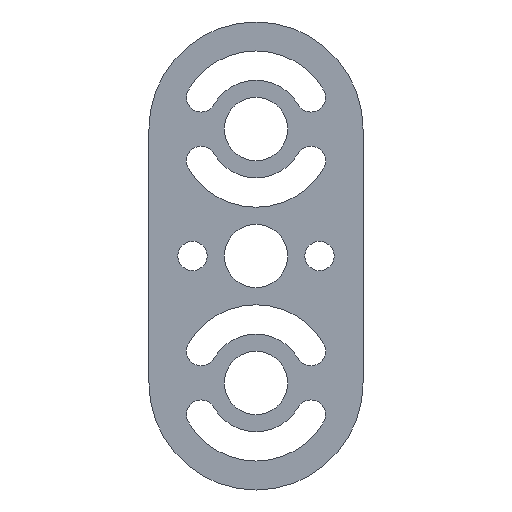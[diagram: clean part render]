
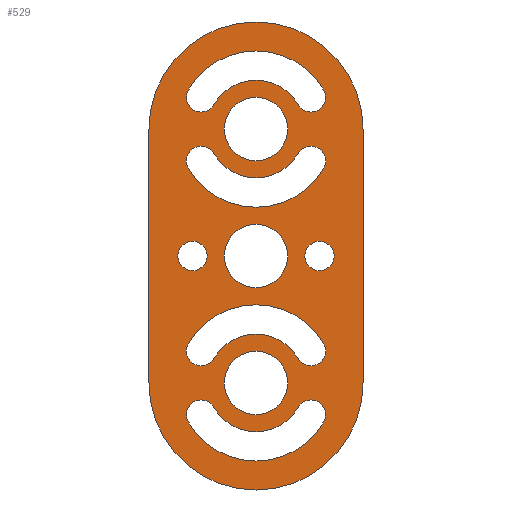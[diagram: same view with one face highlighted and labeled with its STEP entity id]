
A CAD part, front view. The second image highlights one B-rep face of the part: STEP entity #529.
In plain terms, the highlighted planar face has unit normal (0, -1, 0).
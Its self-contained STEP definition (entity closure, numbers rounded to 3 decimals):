
#24=FACE_BOUND('',#92,.T.);
#25=FACE_BOUND('',#93,.T.);
#26=FACE_BOUND('',#94,.T.);
#27=FACE_BOUND('',#95,.T.);
#28=FACE_BOUND('',#96,.T.);
#29=FACE_BOUND('',#97,.T.);
#30=FACE_BOUND('',#98,.T.);
#31=FACE_BOUND('',#99,.T.);
#32=FACE_BOUND('',#100,.T.);
#36=PLANE('',#608);
#55=FACE_OUTER_BOUND('',#91,.T.);
#91=EDGE_LOOP('',(#431,#432,#433,#434));
#92=EDGE_LOOP('',(#435));
#93=EDGE_LOOP('',(#436));
#94=EDGE_LOOP('',(#437));
#95=EDGE_LOOP('',(#438));
#96=EDGE_LOOP('',(#439,#440,#441,#442));
#97=EDGE_LOOP('',(#443,#444,#445,#446));
#98=EDGE_LOOP('',(#447,#448,#449,#450));
#99=EDGE_LOOP('',(#451,#452,#453,#454));
#100=EDGE_LOOP('',(#455));
#134=LINE('',#924,#163);
#136=LINE('',#927,#165);
#163=VECTOR('',#744,1000.);
#165=VECTOR('',#748,1000.);
#167=CIRCLE('',#553,1.85);
#169=CIRCLE('',#556,1.85);
#171=CIRCLE('',#559,4.);
#173=CIRCLE('',#562,4.);
#175=CIRCLE('',#565,6.15);
#177=CIRCLE('',#568,9.85);
#179=CIRCLE('',#571,1.85);
#181=CIRCLE('',#574,1.85);
#183=CIRCLE('',#577,9.85);
#185=CIRCLE('',#580,6.15);
#187=CIRCLE('',#583,1.85);
#189=CIRCLE('',#586,1.85);
#191=CIRCLE('',#589,4.);
#194=CIRCLE('',#593,13.5);
#195=CIRCLE('',#595,13.5);
#205=CIRCLE('',#609,1.85);
#206=CIRCLE('',#610,1.85);
#207=CIRCLE('',#611,9.85);
#208=CIRCLE('',#612,6.15);
#209=CIRCLE('',#613,1.85);
#210=CIRCLE('',#614,1.85);
#211=CIRCLE('',#615,6.15);
#212=CIRCLE('',#616,9.85);
#213=VERTEX_POINT('',#804);
#215=VERTEX_POINT('',#810);
#217=VERTEX_POINT('',#816);
#219=VERTEX_POINT('',#822);
#221=VERTEX_POINT('',#828);
#222=VERTEX_POINT('',#829);
#225=VERTEX_POINT('',#837);
#226=VERTEX_POINT('',#838);
#229=VERTEX_POINT('',#846);
#230=VERTEX_POINT('',#847);
#233=VERTEX_POINT('',#855);
#234=VERTEX_POINT('',#856);
#237=VERTEX_POINT('',#864);
#238=VERTEX_POINT('',#865);
#241=VERTEX_POINT('',#873);
#242=VERTEX_POINT('',#874);
#245=VERTEX_POINT('',#882);
#246=VERTEX_POINT('',#883);
#249=VERTEX_POINT('',#891);
#250=VERTEX_POINT('',#892);
#253=VERTEX_POINT('',#900);
#257=VERTEX_POINT('',#909);
#258=VERTEX_POINT('',#911);
#259=VERTEX_POINT('',#915);
#260=VERTEX_POINT('',#916);
#263=EDGE_CURVE('',#213,#213,#167,.T.);
#266=EDGE_CURVE('',#215,#215,#169,.T.);
#269=EDGE_CURVE('',#217,#217,#171,.T.);
#272=EDGE_CURVE('',#219,#219,#173,.T.);
#275=EDGE_CURVE('',#221,#222,#175,.T.);
#279=EDGE_CURVE('',#225,#226,#177,.T.);
#283=EDGE_CURVE('',#229,#230,#179,.T.);
#287=EDGE_CURVE('',#233,#234,#181,.T.);
#291=EDGE_CURVE('',#237,#238,#183,.T.);
#295=EDGE_CURVE('',#241,#242,#185,.T.);
#299=EDGE_CURVE('',#245,#246,#187,.T.);
#303=EDGE_CURVE('',#249,#250,#189,.T.);
#307=EDGE_CURVE('',#253,#253,#191,.T.);
#312=EDGE_CURVE('',#257,#258,#194,.T.);
#314=EDGE_CURVE('',#259,#260,#195,.T.);
#318=EDGE_CURVE('',#260,#257,#134,.T.);
#320=EDGE_CURVE('',#258,#259,#136,.T.);
#330=EDGE_CURVE('',#226,#221,#205,.T.);
#331=EDGE_CURVE('',#222,#225,#206,.T.);
#332=EDGE_CURVE('',#230,#233,#207,.T.);
#333=EDGE_CURVE('',#234,#229,#208,.T.);
#334=EDGE_CURVE('',#242,#237,#209,.T.);
#335=EDGE_CURVE('',#238,#241,#210,.T.);
#336=EDGE_CURVE('',#246,#249,#211,.T.);
#337=EDGE_CURVE('',#250,#245,#212,.T.);
#431=ORIENTED_EDGE('',*,*,#314,.F.);
#432=ORIENTED_EDGE('',*,*,#320,.F.);
#433=ORIENTED_EDGE('',*,*,#312,.F.);
#434=ORIENTED_EDGE('',*,*,#318,.F.);
#435=ORIENTED_EDGE('',*,*,#263,.T.);
#436=ORIENTED_EDGE('',*,*,#266,.T.);
#437=ORIENTED_EDGE('',*,*,#269,.T.);
#438=ORIENTED_EDGE('',*,*,#272,.T.);
#439=ORIENTED_EDGE('',*,*,#279,.T.);
#440=ORIENTED_EDGE('',*,*,#330,.T.);
#441=ORIENTED_EDGE('',*,*,#275,.T.);
#442=ORIENTED_EDGE('',*,*,#331,.T.);
#443=ORIENTED_EDGE('',*,*,#332,.T.);
#444=ORIENTED_EDGE('',*,*,#287,.T.);
#445=ORIENTED_EDGE('',*,*,#333,.T.);
#446=ORIENTED_EDGE('',*,*,#283,.T.);
#447=ORIENTED_EDGE('',*,*,#295,.T.);
#448=ORIENTED_EDGE('',*,*,#334,.T.);
#449=ORIENTED_EDGE('',*,*,#291,.T.);
#450=ORIENTED_EDGE('',*,*,#335,.T.);
#451=ORIENTED_EDGE('',*,*,#336,.T.);
#452=ORIENTED_EDGE('',*,*,#303,.T.);
#453=ORIENTED_EDGE('',*,*,#337,.T.);
#454=ORIENTED_EDGE('',*,*,#299,.T.);
#455=ORIENTED_EDGE('',*,*,#307,.T.);
#529=ADVANCED_FACE('',(#55,#24,#25,#26,#27,#28,#29,#30,#31,#32),#36,.F.);
#553=AXIS2_PLACEMENT_3D('',#805,#629,#630);
#556=AXIS2_PLACEMENT_3D('',#811,#636,#637);
#559=AXIS2_PLACEMENT_3D('',#817,#643,#644);
#562=AXIS2_PLACEMENT_3D('',#823,#650,#651);
#565=AXIS2_PLACEMENT_3D('',#830,#657,#658);
#568=AXIS2_PLACEMENT_3D('',#839,#665,#666);
#571=AXIS2_PLACEMENT_3D('',#848,#673,#674);
#574=AXIS2_PLACEMENT_3D('',#857,#681,#682);
#577=AXIS2_PLACEMENT_3D('',#866,#689,#690);
#580=AXIS2_PLACEMENT_3D('',#875,#697,#698);
#583=AXIS2_PLACEMENT_3D('',#884,#705,#706);
#586=AXIS2_PLACEMENT_3D('',#893,#713,#714);
#589=AXIS2_PLACEMENT_3D('',#901,#721,#722);
#593=AXIS2_PLACEMENT_3D('',#912,#731,#732);
#595=AXIS2_PLACEMENT_3D('',#917,#736,#737);
#608=AXIS2_PLACEMENT_3D('',#938,#768,#769);
#609=AXIS2_PLACEMENT_3D('',#939,#770,#771);
#610=AXIS2_PLACEMENT_3D('',#940,#772,#773);
#611=AXIS2_PLACEMENT_3D('',#941,#774,#775);
#612=AXIS2_PLACEMENT_3D('',#942,#776,#777);
#613=AXIS2_PLACEMENT_3D('',#943,#778,#779);
#614=AXIS2_PLACEMENT_3D('',#944,#780,#781);
#615=AXIS2_PLACEMENT_3D('',#945,#782,#783);
#616=AXIS2_PLACEMENT_3D('',#946,#784,#785);
#629=DIRECTION('center_axis',(0.,1.,0.));
#630=DIRECTION('ref_axis',(0.,0.,1.));
#636=DIRECTION('center_axis',(0.,1.,0.));
#637=DIRECTION('ref_axis',(0.,0.,1.));
#643=DIRECTION('center_axis',(0.,1.,0.));
#644=DIRECTION('ref_axis',(0.,0.,1.));
#650=DIRECTION('center_axis',(0.,1.,0.));
#651=DIRECTION('ref_axis',(0.,0.,1.));
#657=DIRECTION('center_axis',(0.,-1.,0.));
#658=DIRECTION('ref_axis',(0.,0.,-1.));
#665=DIRECTION('center_axis',(0.,1.,0.));
#666=DIRECTION('ref_axis',(0.,0.,-1.));
#673=DIRECTION('center_axis',(0.,1.,0.));
#674=DIRECTION('ref_axis',(0.,0.,-1.));
#681=DIRECTION('center_axis',(0.,1.,0.));
#682=DIRECTION('ref_axis',(0.,0.,-1.));
#689=DIRECTION('center_axis',(0.,1.,0.));
#690=DIRECTION('ref_axis',(0.,0.,1.));
#697=DIRECTION('center_axis',(0.,-1.,0.));
#698=DIRECTION('ref_axis',(0.,0.,1.));
#705=DIRECTION('center_axis',(0.,1.,0.));
#706=DIRECTION('ref_axis',(0.,0.,1.));
#713=DIRECTION('center_axis',(0.,1.,0.));
#714=DIRECTION('ref_axis',(0.,0.,1.));
#721=DIRECTION('center_axis',(0.,1.,0.));
#722=DIRECTION('ref_axis',(0.,0.,1.));
#731=DIRECTION('center_axis',(0.,1.,0.));
#732=DIRECTION('ref_axis',(0.,0.,1.));
#736=DIRECTION('center_axis',(0.,1.,0.));
#737=DIRECTION('ref_axis',(0.,0.,1.));
#744=DIRECTION('',(0.,0.,-1.));
#748=DIRECTION('',(0.,0.,1.));
#768=DIRECTION('center_axis',(0.,1.,0.));
#769=DIRECTION('ref_axis',(0.,0.,1.));
#770=DIRECTION('center_axis',(0.,1.,0.));
#771=DIRECTION('ref_axis',(0.,0.,-1.));
#772=DIRECTION('center_axis',(0.,1.,0.));
#773=DIRECTION('ref_axis',(0.,0.,-1.));
#774=DIRECTION('center_axis',(0.,1.,0.));
#775=DIRECTION('ref_axis',(0.,0.,-1.));
#776=DIRECTION('center_axis',(0.,-1.,0.));
#777=DIRECTION('ref_axis',(0.,0.,-1.));
#778=DIRECTION('center_axis',(0.,1.,0.));
#779=DIRECTION('ref_axis',(0.,0.,1.));
#780=DIRECTION('center_axis',(0.,1.,0.));
#781=DIRECTION('ref_axis',(0.,0.,1.));
#782=DIRECTION('center_axis',(0.,-1.,0.));
#783=DIRECTION('ref_axis',(0.,0.,1.));
#784=DIRECTION('center_axis',(0.,1.,0.));
#785=DIRECTION('ref_axis',(0.,0.,1.));
#804=CARTESIAN_POINT('',(-8.,0.,-1.85));
#805=CARTESIAN_POINT('Origin',(-8.,0.,0.));
#810=CARTESIAN_POINT('',(8.,0.,-1.85));
#811=CARTESIAN_POINT('Origin',(8.,0.,0.));
#816=CARTESIAN_POINT('',(0.,0.,-20.));
#817=CARTESIAN_POINT('Origin',(0.,0.,-16.));
#822=CARTESIAN_POINT('',(0.,0.,12.));
#823=CARTESIAN_POINT('Origin',(0.,0.,16.));
#828=CARTESIAN_POINT('',(5.326,0.,19.075));
#829=CARTESIAN_POINT('',(-5.326,0.,19.075));
#830=CARTESIAN_POINT('Origin',(0.,0.,16.));
#837=CARTESIAN_POINT('',(-8.53,0.,20.925));
#838=CARTESIAN_POINT('',(8.53,0.,20.925));
#839=CARTESIAN_POINT('Origin',(0.,0.,16.));
#846=CARTESIAN_POINT('',(5.326,0.,12.925));
#847=CARTESIAN_POINT('',(8.53,0.,11.075));
#848=CARTESIAN_POINT('Origin',(6.928,0.,12.));
#855=CARTESIAN_POINT('',(-8.53,0.,11.075));
#856=CARTESIAN_POINT('',(-5.326,0.,12.925));
#857=CARTESIAN_POINT('Origin',(-6.928,0.,12.));
#864=CARTESIAN_POINT('',(-8.53,0.,-11.075));
#865=CARTESIAN_POINT('',(8.53,0.,-11.075));
#866=CARTESIAN_POINT('Origin',(0.,0.,-16.));
#873=CARTESIAN_POINT('',(5.326,0.,-12.925));
#874=CARTESIAN_POINT('',(-5.326,0.,-12.925));
#875=CARTESIAN_POINT('Origin',(0.,0.,-16.));
#882=CARTESIAN_POINT('',(-8.53,0.,-20.925));
#883=CARTESIAN_POINT('',(-5.326,0.,-19.075));
#884=CARTESIAN_POINT('Origin',(-6.928,0.,-20.));
#891=CARTESIAN_POINT('',(5.326,0.,-19.075));
#892=CARTESIAN_POINT('',(8.53,0.,-20.925));
#893=CARTESIAN_POINT('Origin',(6.928,0.,-20.));
#900=CARTESIAN_POINT('',(0.,0.,-4.));
#901=CARTESIAN_POINT('Origin',(0.,0.,0.));
#909=CARTESIAN_POINT('',(13.5,0.,-16.));
#911=CARTESIAN_POINT('',(-13.5,0.,-16.));
#912=CARTESIAN_POINT('Origin',(0.,0.,-16.));
#915=CARTESIAN_POINT('',(-13.5,0.,16.));
#916=CARTESIAN_POINT('',(13.5,0.,16.));
#917=CARTESIAN_POINT('Origin',(0.,0.,16.));
#924=CARTESIAN_POINT('',(13.5,0.,-16.));
#927=CARTESIAN_POINT('',(-13.5,0.,-16.));
#938=CARTESIAN_POINT('Origin',(0.,0.,16.));
#939=CARTESIAN_POINT('Origin',(6.928,0.,20.));
#940=CARTESIAN_POINT('Origin',(-6.928,0.,20.));
#941=CARTESIAN_POINT('Origin',(0.,0.,16.));
#942=CARTESIAN_POINT('Origin',(0.,0.,16.));
#943=CARTESIAN_POINT('Origin',(-6.928,0.,-12.));
#944=CARTESIAN_POINT('Origin',(6.928,0.,-12.));
#945=CARTESIAN_POINT('Origin',(0.,0.,-16.));
#946=CARTESIAN_POINT('Origin',(0.,0.,-16.));
